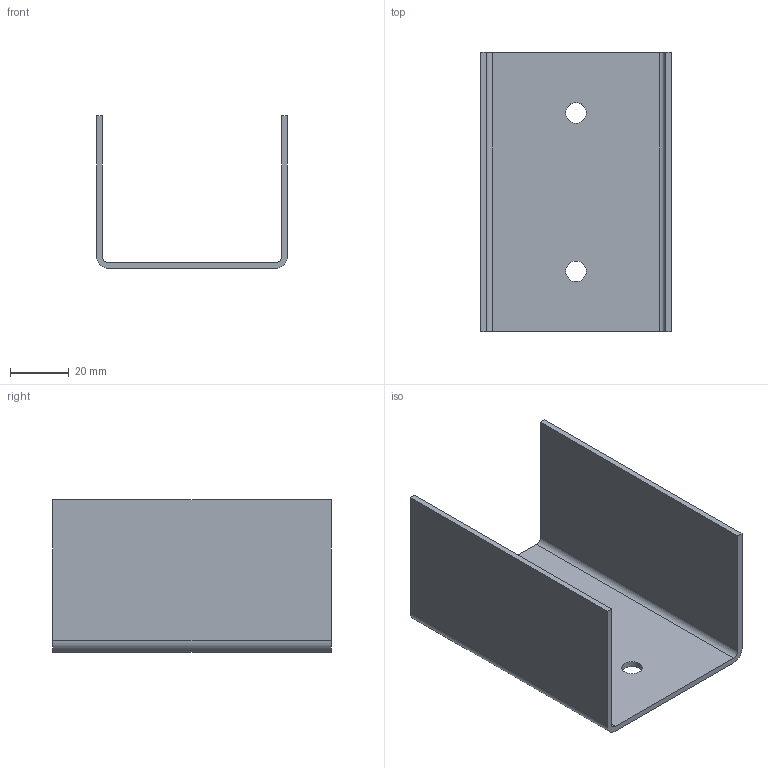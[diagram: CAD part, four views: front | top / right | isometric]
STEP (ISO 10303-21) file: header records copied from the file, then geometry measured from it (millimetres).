
FILE_DESCRIPTION((''),'2;1');
FILE_NAME('1115M.stp','2010-06-01T11:44:42',('Giuliano'),(''),'Autodesk Inventor 2010','Autodesk Inventor 2010','');
FILE_SCHEMA(('AUTOMOTIVE_DESIGN { 1 0 10303 214 1 1 1 1 }'));
Length unit declared in the file: millimetre
Products named in the file (1): 1115M
Bounding box: 65 x 95 x 52 mm (x, y, z)
Volume: 30706.8 mm3; surface area: 31824.4 mm2
Topology: 1 solids, 1 shells, 16 faces, 42 edges, 28 vertices
Faces by surface type: plane 10, cylinder 4, bspline 2
Entity records: 548 total; most frequent: CARTESIAN_POINT 119, DIRECTION 82, ORIENTED_EDGE 80, EDGE_CURVE 40, VERTEX_POINT 28, VECTOR 28, LINE 28, AXIS2_PLACEMENT_3D 27
